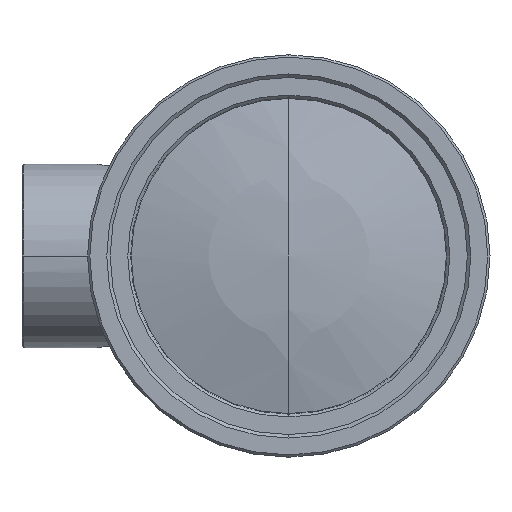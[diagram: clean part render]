
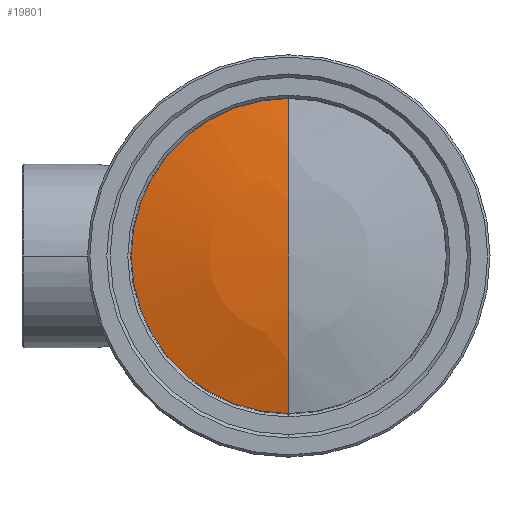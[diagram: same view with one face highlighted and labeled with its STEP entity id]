
A CAD part, left-side view. The second image highlights one B-rep face of the part: STEP entity #19801.
In plain terms, the highlighted spherical face has radius 50.164 mm.
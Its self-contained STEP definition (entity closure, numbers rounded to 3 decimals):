
#19756 = VERTEX_POINT('',#19757);
#19757 = CARTESIAN_POINT('',(-8.927,13.8,0.));
#19765 = VERTEX_POINT('',#19766);
#19766 = CARTESIAN_POINT('',(-8.927,-13.8,0.));
#19788 = EDGE_CURVE('',#19756,#19765,#19789,.T.);
#19789 = CIRCLE('',#19790,13.8);
#19790 = AXIS2_PLACEMENT_3D('',#19791,#19792,#19793);
#19791 = CARTESIAN_POINT('',(-8.927,0.,0.));
#19792 = DIRECTION('',(-1.,0.,0.));
#19793 = DIRECTION('',(0.,1.,0.));
#19801 = ADVANCED_FACE('',(#19802),#19821,.T.);
#19802 = FACE_BOUND('',#19803,.T.);
#19803 = EDGE_LOOP('',(#19804,#19805,#19814));
#19804 = ORIENTED_EDGE('',*,*,#19788,.T.);
#19805 = ORIENTED_EDGE('',*,*,#19806,.T.);
#19806 = EDGE_CURVE('',#19765,#19807,#19809,.T.);
#19807 = VERTEX_POINT('',#19808);
#19808 = CARTESIAN_POINT('',(-10.863,0.,0.));
#19809 = CIRCLE('',#19810,50.164);
#19810 = AXIS2_PLACEMENT_3D('',#19811,#19812,#19813);
#19811 = CARTESIAN_POINT('',(39.301,0.,0.));
#19812 = DIRECTION('',(0.,0.,-1.));
#19813 = DIRECTION('',(-0.961,-0.275,-0.));
#19814 = ORIENTED_EDGE('',*,*,#19815,.F.);
#19815 = EDGE_CURVE('',#19756,#19807,#19816,.T.);
#19816 = CIRCLE('',#19817,50.164);
#19817 = AXIS2_PLACEMENT_3D('',#19818,#19819,#19820);
#19818 = CARTESIAN_POINT('',(39.301,0.,0.));
#19819 = DIRECTION('',(0.,0.,1.));
#19820 = DIRECTION('',(-0.961,0.275,0.));
#19821 = SPHERICAL_SURFACE('',#19822,50.164);
#19822 = AXIS2_PLACEMENT_3D('',#19823,#19824,#19825);
#19823 = CARTESIAN_POINT('',(39.301,0.,0.));
#19824 = DIRECTION('',(1.,0.,0.));
#19825 = DIRECTION('',(0.,-1.,0.));
